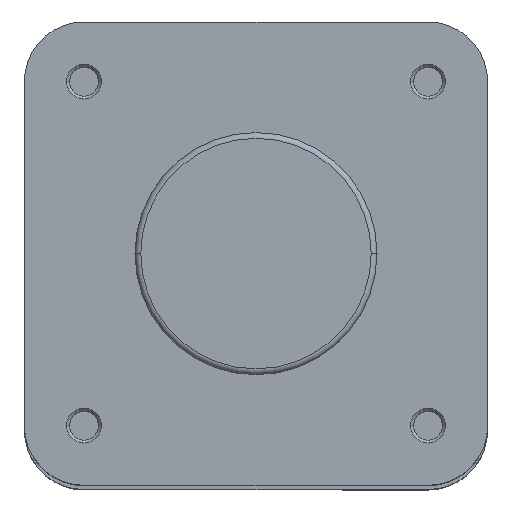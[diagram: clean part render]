
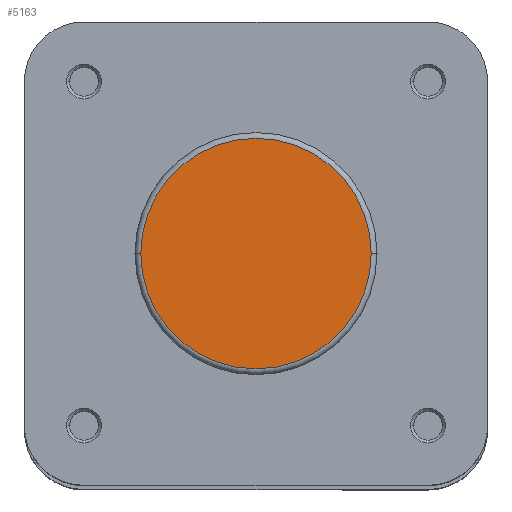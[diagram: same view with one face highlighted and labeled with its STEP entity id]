
A CAD part, top view. The second image highlights one B-rep face of the part: STEP entity #5163.
In plain terms, the highlighted planar face has unit normal (0, 0, 1).
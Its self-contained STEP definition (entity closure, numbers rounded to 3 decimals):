
#284 = EDGE_CURVE ( 'NONE', #3372, #3347, #2685, .T. ) ;
#336 = EDGE_CURVE ( 'NONE', #3347, #3372, #2762, .T. ) ;
#505 = AXIS2_PLACEMENT_3D ( 'NONE', #4342, #4343, #4344 ) ;
#529 = AXIS2_PLACEMENT_3D ( 'NONE', #4468, #4475, #4476 ) ;
#780 = AXIS2_PLACEMENT_3D ( 'NONE', #1732, #1737, #1738 ) ;
#1728 = PLANE ( 'NONE',  #780 ) ;
#1732 = CARTESIAN_POINT ( 'NONE',  ( 0., 20.9, 0. ) ) ;
#1737 = DIRECTION ( 'NONE',  ( 0., 0., -1. ) ) ;
#1738 = DIRECTION ( 'NONE',  ( -1., 0., 0. ) ) ;
#1925 = ORIENTED_EDGE ( 'NONE', *, *, #284, .T. ) ;
#1926 = ORIENTED_EDGE ( 'NONE', *, *, #336, .T. ) ;
#2685 = CIRCLE ( 'NONE', #505, 19.9 ) ;
#2762 = CIRCLE ( 'NONE', #529, 19.9 ) ;
#3253 = FACE_OUTER_BOUND ( 'NONE', #4989, .T. ) ;
#3347 = VERTEX_POINT ( 'NONE', #4589 ) ;
#3372 = VERTEX_POINT ( 'NONE', #4614 ) ;
#4342 = CARTESIAN_POINT ( 'NONE',  ( 0., 0., 0. ) ) ;
#4343 = DIRECTION ( 'NONE',  ( 0., 0., 1. ) ) ;
#4344 = DIRECTION ( 'NONE',  ( -1., 0., 0. ) ) ;
#4468 = CARTESIAN_POINT ( 'NONE',  ( 0., 0., 0. ) ) ;
#4475 = DIRECTION ( 'NONE',  ( 0., 0., 1. ) ) ;
#4476 = DIRECTION ( 'NONE',  ( -1., 0., 0. ) ) ;
#4589 = CARTESIAN_POINT ( 'NONE',  ( -19.9, 0., 0. ) ) ;
#4614 = CARTESIAN_POINT ( 'NONE',  ( 19.9, 0., 0. ) ) ;
#4989 = EDGE_LOOP ( 'NONE', ( #1926, #1925 ) ) ;
#5163 = ADVANCED_FACE ( 'NONE', ( #3253 ), #1728, .F. ) ;
